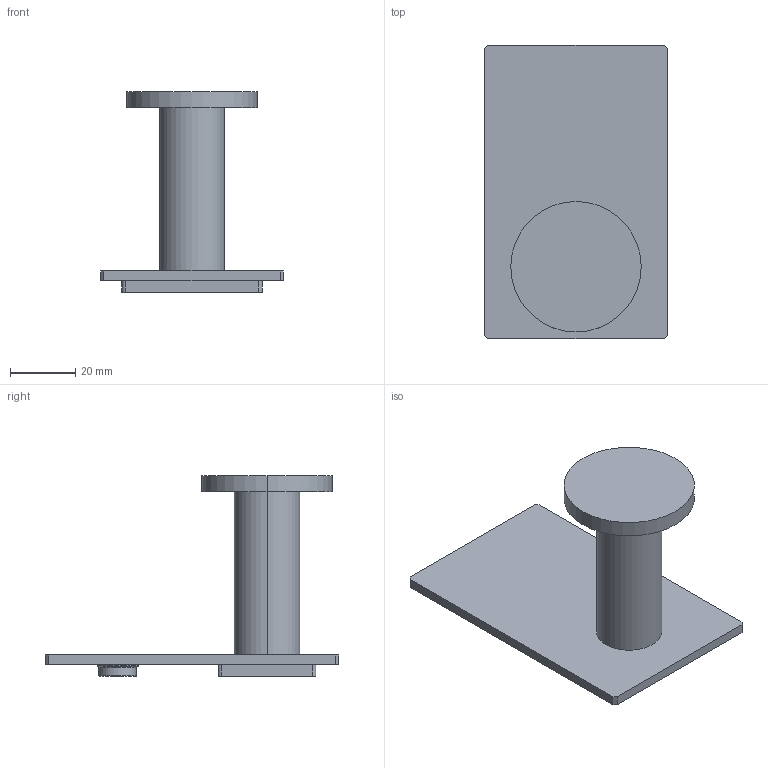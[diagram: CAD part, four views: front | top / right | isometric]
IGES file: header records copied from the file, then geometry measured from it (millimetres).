
Start section:  PTC IGES file: 2810.igs
Global section: file name: 2810.igs; native system: Creo Parametric by PTC Inc.; preprocessor: 2018400; author: jinson.thomas; organization: Unknown; date: 20220214.132635; units: inch
Bounding box: 56 x 90 x 61.57 mm (x, y, z)
Volume: 41990.6 mm3; surface area: 17224.1 mm2
Topology: 1 solids, 1 shells, 37 faces, 84 edges, 54 vertices
Faces by surface type: bspline 19, revolution 18
